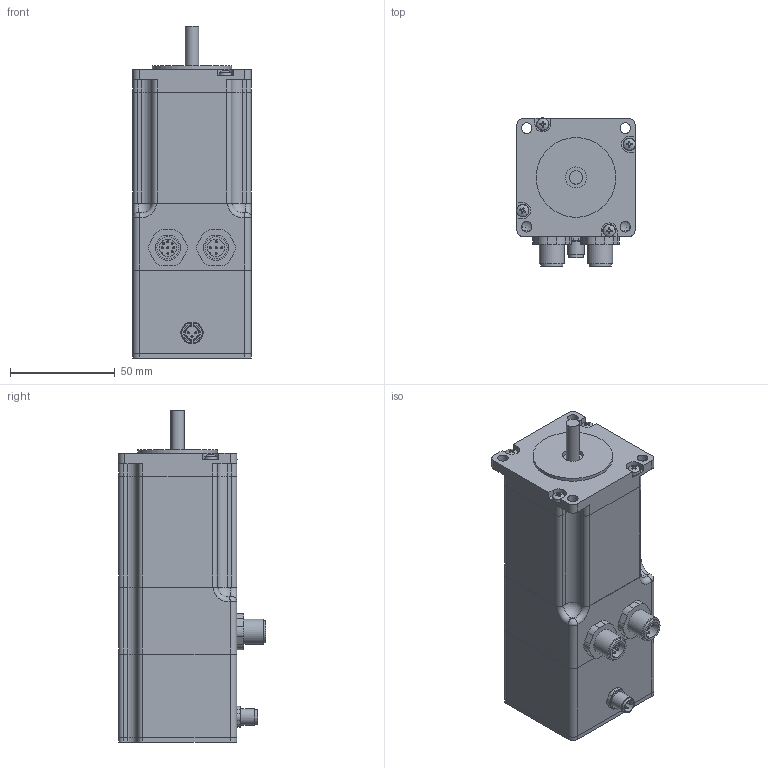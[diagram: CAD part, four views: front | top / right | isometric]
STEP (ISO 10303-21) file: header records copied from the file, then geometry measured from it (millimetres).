
FILE_DESCRIPTION(/* description */ (''),/* implementation_level */ '2;1');
FILE_NAME(/* name */ 'AS5918L4204-EB.stp',/* time_stamp */ '2017-04-18T11:49:01+02:00',/* author */ ('schneid_cad'),/* organization */ (''),/* preprocessor_version */ 'ST-DEVELOPER v16.5',/* originating_system */ 'Autodesk Inventor 2017',/* authorisation */ '');
FILE_SCHEMA (('AUTOMOTIVE_DESIGN { 1 0 10303 214 3 1 1 }'));
Length unit declared in the file: millimetre
Products named in the file (1): AS5918L4204-EB
Bounding box: 56.94 x 70.67 x 158.6 mm (x, y, z)
Volume: 255036.9 mm3; surface area: 83714.2 mm2
Topology: 17 solids, 17 shells, 689 faces, 1770 edges, 1154 vertices
Faces by surface type: plane 321, cylinder 246, cone 86, torus 28, sphere 6, bspline 2
Full cylindrical faces by diameter (mm): 1 x16, 1.3 x2, 1.6 x2, 2 x6, 2.1 x2, 2.5 x6, 2.693 x4, 2.75 x4, 3 x17, 3.2 x8, 5 x4, 5.5 x4, 6 x1, 6.35 x2, 7 x1, 8 x1, 8.3 x2, 10 x4, 10.5 x3, 12 x2, 16.5 x1, 22 x1, 26 x1, 34.9 x1, 38.1 x1
Entity records: 20840 total; most frequent: CARTESIAN_POINT 3986, DIRECTION 3624, ORIENTED_EDGE 3152, EDGE_CURVE 1576, AXIS2_PLACEMENT_3D 1428, VERTEX_POINT 1118, EDGE_LOOP 954, LINE 768
